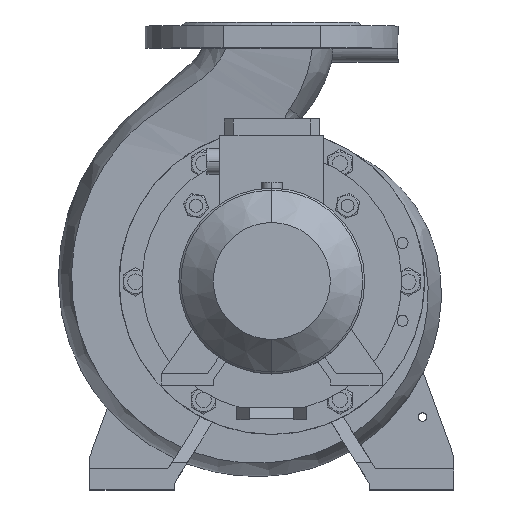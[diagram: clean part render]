
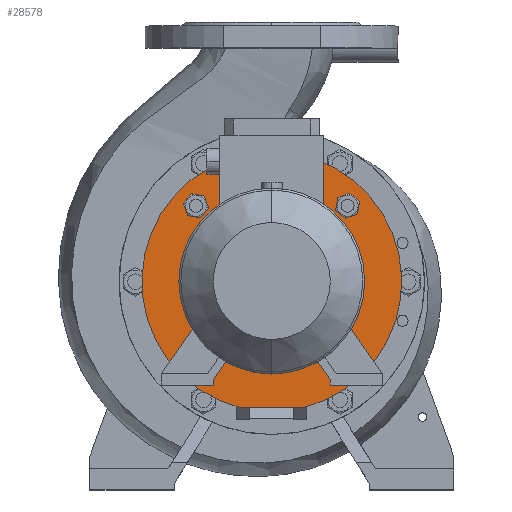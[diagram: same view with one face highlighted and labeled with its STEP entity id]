
A CAD part, top view. The second image highlights one B-rep face of the part: STEP entity #28578.
In plain terms, the highlighted planar face has unit normal (0, 0, 1).
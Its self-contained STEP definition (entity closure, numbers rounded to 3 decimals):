
#391 = CARTESIAN_POINT ( 'NONE',  ( -100., -97., 176. ) ) ;
#1308 = VERTEX_POINT ( 'NONE', #4725 ) ;
#1701 = CIRCLE ( 'NONE', #28232, 8.075 ) ;
#2662 = ORIENTED_EDGE ( 'NONE', *, *, #55556, .F. ) ;
#2876 = EDGE_CURVE ( 'NONE', #55624, #15193, #21090, .T. ) ;
#3215 = ORIENTED_EDGE ( 'NONE', *, *, #29121, .T. ) ;
#3358 = CARTESIAN_POINT ( 'NONE',  ( 0., 0., 176. ) ) ;
#3591 = DIRECTION ( 'NONE',  ( 0., -1., 0. ) ) ;
#3596 = DIRECTION ( 'NONE',  ( 0., -1., 0. ) ) ;
#4052 = ORIENTED_EDGE ( 'NONE', *, *, #41775, .T. ) ;
#4725 = CARTESIAN_POINT ( 'NONE',  ( 0., 70., 176. ) ) ;
#5428 = CARTESIAN_POINT ( 'NONE',  ( 0., 100., 176. ) ) ;
#5873 = VERTEX_POINT ( 'NONE', #12572 ) ;
#7574 = CARTESIAN_POINT ( 'NONE',  ( 24.31, -97., 176. ) ) ;
#7713 = DIRECTION ( 'NONE',  ( 0., 1., 0. ) ) ;
#8023 = FACE_BOUND ( 'NONE', #50737, .T. ) ;
#8223 = DIRECTION ( 'NONE',  ( 0., 0., 1. ) ) ;
#8727 = CIRCLE ( 'NONE', #18305, 100. ) ;
#8945 = ORIENTED_EDGE ( 'NONE', *, *, #27651, .F. ) ;
#9383 = CIRCLE ( 'NONE', #15066, 70. ) ;
#9682 = ORIENTED_EDGE ( 'NONE', *, *, #28304, .F. ) ;
#9864 = AXIS2_PLACEMENT_3D ( 'NONE', #10548, #36261, #19097 ) ;
#10548 = CARTESIAN_POINT ( 'NONE',  ( 0., 0., 176. ) ) ;
#12050 = VERTEX_POINT ( 'NONE', #44005 ) ;
#12528 = DIRECTION ( 'NONE',  ( 0., 0., -1. ) ) ;
#12572 = CARTESIAN_POINT ( 'NONE',  ( 56.934, 50.384, 176. ) ) ;
#12807 = FACE_BOUND ( 'NONE', #17249, .T. ) ;
#13582 = AXIS2_PLACEMENT_3D ( 'NONE', #28152, #15368, #23939 ) ;
#14162 = DIRECTION ( 'NONE',  ( 0., 0., -1. ) ) ;
#14960 = CARTESIAN_POINT ( 'NONE',  ( -58.336, 58.336, 176. ) ) ;
#15066 = AXIS2_PLACEMENT_3D ( 'NONE', #3358, #42085, #7713 ) ;
#15193 = VERTEX_POINT ( 'NONE', #44931 ) ;
#15368 = DIRECTION ( 'NONE',  ( 0., 0., 1. ) ) ;
#15848 = EDGE_CURVE ( 'NONE', #38866, #1308, #19162, .T. ) ;
#16649 = VECTOR ( 'NONE', #30861, 1000. ) ;
#17031 = ORIENTED_EDGE ( 'NONE', *, *, #20645, .F. ) ;
#17249 = EDGE_LOOP ( 'NONE', ( #36666, #2662 ) ) ;
#17926 = VERTEX_POINT ( 'NONE', #45370 ) ;
#18035 = EDGE_CURVE ( 'NONE', #1308, #38866, #9383, .T. ) ;
#18151 = VERTEX_POINT ( 'NONE', #21409 ) ;
#18305 = AXIS2_PLACEMENT_3D ( 'NONE', #42191, #36974, #46618 ) ;
#18361 = EDGE_LOOP ( 'NONE', ( #51528, #3215 ) ) ;
#18679 = EDGE_CURVE ( 'NONE', #18151, #53620, #52239, .T. ) ;
#18682 = VERTEX_POINT ( 'NONE', #7574 ) ;
#19097 = DIRECTION ( 'NONE',  ( 0., 1., 0. ) ) ;
#19162 = CIRCLE ( 'NONE', #53123, 70. ) ;
#19594 = FACE_OUTER_BOUND ( 'NONE', #54627, .T. ) ;
#19681 = ORIENTED_EDGE ( 'NONE', *, *, #18035, .T. ) ;
#19967 = CARTESIAN_POINT ( 'NONE',  ( 0., -70., 176. ) ) ;
#20645 = EDGE_CURVE ( 'NONE', #15193, #55624, #32853, .T. ) ;
#20672 = EDGE_LOOP ( 'NONE', ( #4052, #53104 ) ) ;
#21090 = CIRCLE ( 'NONE', #38496, 8.075 ) ;
#21409 = CARTESIAN_POINT ( 'NONE',  ( -56.934, -50.384, 176. ) ) ;
#22354 = CARTESIAN_POINT ( 'NONE',  ( 0., 0., 176. ) ) ;
#23869 = DIRECTION ( 'NONE',  ( 0., -1., 0. ) ) ;
#23908 = DIRECTION ( 'NONE',  ( 0., -1., 0. ) ) ;
#23939 = DIRECTION ( 'NONE',  ( 0., -1., 0. ) ) ;
#24226 = ORIENTED_EDGE ( 'NONE', *, *, #49776, .T. ) ;
#24345 = FACE_BOUND ( 'NONE', #20672, .T. ) ;
#24570 = CIRCLE ( 'NONE', #9864, 100. ) ;
#25664 = CARTESIAN_POINT ( 'NONE',  ( -58.336, 58.336, 176. ) ) ;
#27122 = FACE_BOUND ( 'NONE', #38642, .T. ) ;
#27651 = EDGE_CURVE ( 'NONE', #28175, #42670, #24570, .T. ) ;
#27759 = DIRECTION ( 'NONE',  ( 0., 0., -1. ) ) ;
#27781 = EDGE_CURVE ( 'NONE', #5873, #17926, #47798, .T. ) ;
#28152 = CARTESIAN_POINT ( 'NONE',  ( 0., 100., 176. ) ) ;
#28175 = VERTEX_POINT ( 'NONE', #39875 ) ;
#28232 = AXIS2_PLACEMENT_3D ( 'NONE', #52318, #47718, #35056 ) ;
#28304 = EDGE_CURVE ( 'NONE', #42670, #18682, #8727, .T. ) ;
#28578 = ADVANCED_FACE ( 'NONE', ( #44258, #24345, #27122, #12807, #19594, #8023 ), #41538, .T. ) ;
#28620 = CARTESIAN_POINT ( 'NONE',  ( 58.336, 58.336, 176. ) ) ;
#28634 = DIRECTION ( 'NONE',  ( 0., -1., 0. ) ) ;
#28782 = EDGE_CURVE ( 'NONE', #12050, #32273, #38663, .T. ) ;
#29121 = EDGE_CURVE ( 'NONE', #53620, #18151, #49580, .T. ) ;
#29337 = AXIS2_PLACEMENT_3D ( 'NONE', #33409, #46113, #28634 ) ;
#29463 = DIRECTION ( 'NONE',  ( 0., 0., -1. ) ) ;
#30861 = DIRECTION ( 'NONE',  ( 1., 0., 0. ) ) ;
#31304 = DIRECTION ( 'NONE',  ( 0., 1., 0. ) ) ;
#32273 = VERTEX_POINT ( 'NONE', #44118 ) ;
#32853 = CIRCLE ( 'NONE', #29337, 8.075 ) ;
#33409 = CARTESIAN_POINT ( 'NONE',  ( 58.336, -58.336, 176. ) ) ;
#34244 = CARTESIAN_POINT ( 'NONE',  ( -58.336, -58.336, 176. ) ) ;
#35056 = DIRECTION ( 'NONE',  ( 0., -1., 0. ) ) ;
#36261 = DIRECTION ( 'NONE',  ( 0., 0., -1. ) ) ;
#36666 = ORIENTED_EDGE ( 'NONE', *, *, #27781, .F. ) ;
#36974 = DIRECTION ( 'NONE',  ( 0., 0., -1. ) ) ;
#37956 = AXIS2_PLACEMENT_3D ( 'NONE', #34244, #29463, #3596 ) ;
#38496 = AXIS2_PLACEMENT_3D ( 'NONE', #51402, #8223, #56361 ) ;
#38642 = EDGE_LOOP ( 'NONE', ( #48014, #17031 ) ) ;
#38663 = CIRCLE ( 'NONE', #54988, 8.075 ) ;
#38866 = VERTEX_POINT ( 'NONE', #19967 ) ;
#39875 = CARTESIAN_POINT ( 'NONE',  ( -24.31, -97., 176. ) ) ;
#40718 = DIRECTION ( 'NONE',  ( 0., -1., 0. ) ) ;
#41538 = PLANE ( 'NONE',  #13582 ) ;
#41775 = EDGE_CURVE ( 'NONE', #32273, #12050, #46893, .T. ) ;
#42085 = DIRECTION ( 'NONE',  ( 0., 0., -1. ) ) ;
#42191 = CARTESIAN_POINT ( 'NONE',  ( 0., 0., 176. ) ) ;
#42670 = VERTEX_POINT ( 'NONE', #5428 ) ;
#44005 = CARTESIAN_POINT ( 'NONE',  ( -66.289, 59.739, 176. ) ) ;
#44118 = CARTESIAN_POINT ( 'NONE',  ( -50.384, 56.934, 176. ) ) ;
#44258 = FACE_BOUND ( 'NONE', #18361, .T. ) ;
#44931 = CARTESIAN_POINT ( 'NONE',  ( 66.289, -59.739, 176. ) ) ;
#45370 = CARTESIAN_POINT ( 'NONE',  ( 59.739, 66.289, 176. ) ) ;
#46113 = DIRECTION ( 'NONE',  ( 0., 0., 1. ) ) ;
#46618 = DIRECTION ( 'NONE',  ( 0., 1., 0. ) ) ;
#46893 = CIRCLE ( 'NONE', #50826, 8.075 ) ;
#47417 = AXIS2_PLACEMENT_3D ( 'NONE', #28620, #50844, #23869 ) ;
#47718 = DIRECTION ( 'NONE',  ( 0., 0., 1. ) ) ;
#47798 = CIRCLE ( 'NONE', #47417, 8.075 ) ;
#48014 = ORIENTED_EDGE ( 'NONE', *, *, #2876, .F. ) ;
#49052 = CARTESIAN_POINT ( 'NONE',  ( 50.384, -56.934, 176. ) ) ;
#49580 = CIRCLE ( 'NONE', #54245, 8.075 ) ;
#49776 = EDGE_CURVE ( 'NONE', #28175, #18682, #54265, .T. ) ;
#50737 = EDGE_LOOP ( 'NONE', ( #19681, #51908 ) ) ;
#50826 = AXIS2_PLACEMENT_3D ( 'NONE', #14960, #27759, #23908 ) ;
#50844 = DIRECTION ( 'NONE',  ( 0., 0., 1. ) ) ;
#51402 = CARTESIAN_POINT ( 'NONE',  ( 58.336, -58.336, 176. ) ) ;
#51528 = ORIENTED_EDGE ( 'NONE', *, *, #18679, .T. ) ;
#51549 = CARTESIAN_POINT ( 'NONE',  ( -59.739, -66.289, 176. ) ) ;
#51908 = ORIENTED_EDGE ( 'NONE', *, *, #15848, .T. ) ;
#52239 = CIRCLE ( 'NONE', #37956, 8.075 ) ;
#52318 = CARTESIAN_POINT ( 'NONE',  ( 58.336, 58.336, 176. ) ) ;
#53104 = ORIENTED_EDGE ( 'NONE', *, *, #28782, .T. ) ;
#53123 = AXIS2_PLACEMENT_3D ( 'NONE', #22354, #14162, #31304 ) ;
#53373 = CARTESIAN_POINT ( 'NONE',  ( -58.336, -58.336, 176. ) ) ;
#53620 = VERTEX_POINT ( 'NONE', #51549 ) ;
#53932 = DIRECTION ( 'NONE',  ( 0., 0., -1. ) ) ;
#54245 = AXIS2_PLACEMENT_3D ( 'NONE', #53373, #53932, #40718 ) ;
#54265 = LINE ( 'NONE', #391, #16649 ) ;
#54627 = EDGE_LOOP ( 'NONE', ( #24226, #9682, #8945 ) ) ;
#54988 = AXIS2_PLACEMENT_3D ( 'NONE', #25664, #12528, #3591 ) ;
#55556 = EDGE_CURVE ( 'NONE', #17926, #5873, #1701, .T. ) ;
#55624 = VERTEX_POINT ( 'NONE', #49052 ) ;
#56361 = DIRECTION ( 'NONE',  ( 0., -1., 0. ) ) ;
